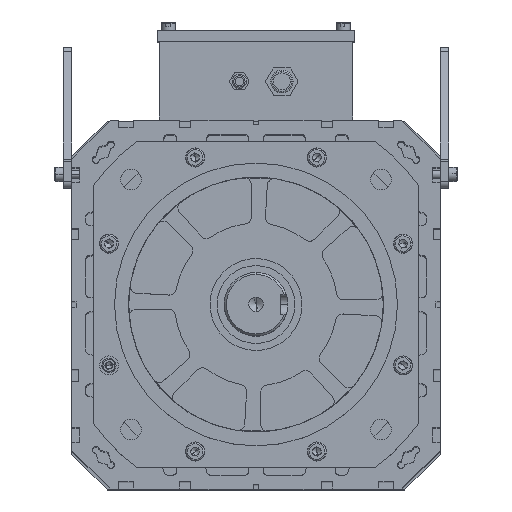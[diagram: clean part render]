
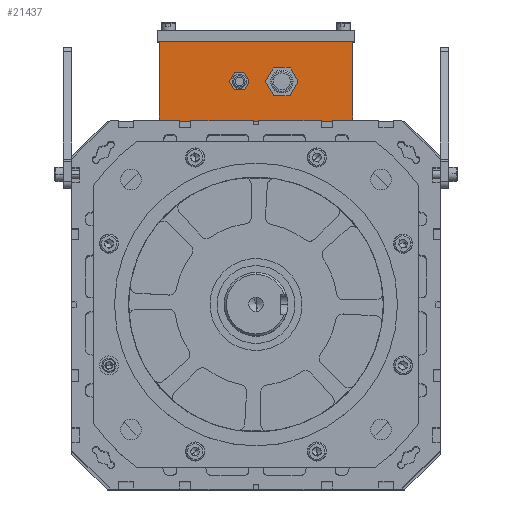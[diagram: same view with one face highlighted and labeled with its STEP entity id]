
A CAD part, top view. The second image highlights one B-rep face of the part: STEP entity #21437.
In plain terms, the highlighted face is planar.
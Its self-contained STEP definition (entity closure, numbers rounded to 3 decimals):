
#176 = CARTESIAN_POINT ( 'NONE',  ( -68.25, 77.5, 56. ) ) ;
#654 = CIRCLE ( 'NONE', #2543, 4. ) ;
#1309 = ORIENTED_EDGE ( 'NONE', *, *, #20770, .T. ) ;
#2543 = AXIS2_PLACEMENT_3D ( 'NONE', #5062, #25435, #13815 ) ;
#3263 = LINE ( 'NONE', #28353, #3432 ) ;
#3432 = VECTOR ( 'NONE', #8124, 1000. ) ;
#3598 = EDGE_CURVE ( 'NONE', #21748, #19452, #17797, .T. ) ;
#4201 = VERTEX_POINT ( 'NONE', #16726 ) ;
#5062 = CARTESIAN_POINT ( 'NONE',  ( 11.75, 77.5, 28. ) ) ;
#5269 = LINE ( 'NONE', #19036, #26917 ) ;
#5483 = VERTEX_POINT ( 'NONE', #27424 ) ;
#5568 = CIRCLE ( 'NONE', #12205, 6. ) ;
#6300 = CIRCLE ( 'NONE', #22813, 6. ) ;
#6929 = EDGE_LOOP ( 'NONE', ( #10107, #22156 ) ) ;
#7228 = VERTEX_POINT ( 'NONE', #28135 ) ;
#7291 = DIRECTION ( 'NONE',  ( 0., 0., 1. ) ) ;
#7556 = CIRCLE ( 'NONE', #25931, 4. ) ;
#8124 = DIRECTION ( 'NONE',  ( 0., 0., -1. ) ) ;
#8323 = EDGE_CURVE ( 'NONE', #5483, #22603, #5568, .T. ) ;
#10107 = ORIENTED_EDGE ( 'NONE', *, *, #8323, .F. ) ;
#10676 = DIRECTION ( 'NONE',  ( 0., 1., 0. ) ) ;
#11572 = DIRECTION ( 'NONE',  ( -1., 0., 0. ) ) ;
#11761 = CARTESIAN_POINT ( 'NONE',  ( -18.25, 77.5, 28. ) ) ;
#12082 = DIRECTION ( 'NONE',  ( 0., 0., -1. ) ) ;
#12205 = AXIS2_PLACEMENT_3D ( 'NONE', #11761, #20193, #18280 ) ;
#12251 = VECTOR ( 'NONE', #14300, 1000. ) ;
#12422 = CARTESIAN_POINT ( 'NONE',  ( -68.25, 77.5, 56. ) ) ;
#13523 = EDGE_CURVE ( 'NONE', #21748, #21673, #3263, .T. ) ;
#13815 = DIRECTION ( 'NONE',  ( 0., 0., 1. ) ) ;
#13974 = CARTESIAN_POINT ( 'NONE',  ( -18.25, 77.5, 28. ) ) ;
#14131 = VECTOR ( 'NONE', #11572, 1000. ) ;
#14217 = EDGE_CURVE ( 'NONE', #22603, #5483, #6300, .T. ) ;
#14300 = DIRECTION ( 'NONE',  ( -1., 0., 0. ) ) ;
#14301 = EDGE_LOOP ( 'NONE', ( #1309, #26185, #16437, #21164 ) ) ;
#14805 = FACE_BOUND ( 'NONE', #6929, .T. ) ;
#15141 = AXIS2_PLACEMENT_3D ( 'NONE', #26568, #26134, #15387 ) ;
#15387 = DIRECTION ( 'NONE',  ( 0., 0., -1. ) ) ;
#15563 = CARTESIAN_POINT ( 'NONE',  ( 11.75, 77.5, 28. ) ) ;
#16437 = ORIENTED_EDGE ( 'NONE', *, *, #3598, .F. ) ;
#16629 = VERTEX_POINT ( 'NONE', #18595 ) ;
#16726 = CARTESIAN_POINT ( 'NONE',  ( 11.75, 77.5, 32. ) ) ;
#16737 = FACE_BOUND ( 'NONE', #19427, .T. ) ;
#17797 = LINE ( 'NONE', #176, #14131 ) ;
#17953 = EDGE_CURVE ( 'NONE', #19452, #16629, #5269, .T. ) ;
#18280 = DIRECTION ( 'NONE',  ( 0., 0., 1. ) ) ;
#18314 = CARTESIAN_POINT ( 'NONE',  ( 68.25, 77.5, 0. ) ) ;
#18439 = CARTESIAN_POINT ( 'NONE',  ( -68.25, 77.5, 0. ) ) ;
#18595 = CARTESIAN_POINT ( 'NONE',  ( -68.25, 77.5, 0. ) ) ;
#19036 = CARTESIAN_POINT ( 'NONE',  ( -68.25, 77.5, 56. ) ) ;
#19427 = EDGE_LOOP ( 'NONE', ( #19660, #26136 ) ) ;
#19452 = VERTEX_POINT ( 'NONE', #12422 ) ;
#19660 = ORIENTED_EDGE ( 'NONE', *, *, #21205, .F. ) ;
#20193 = DIRECTION ( 'NONE',  ( 0., 1., 0. ) ) ;
#20770 = EDGE_CURVE ( 'NONE', #21673, #16629, #27569, .T. ) ;
#20990 = PLANE ( 'NONE',  #15141 ) ;
#21164 = ORIENTED_EDGE ( 'NONE', *, *, #13523, .T. ) ;
#21205 = EDGE_CURVE ( 'NONE', #4201, #7228, #7556, .T. ) ;
#21273 = FACE_OUTER_BOUND ( 'NONE', #14301, .T. ) ;
#21437 = ADVANCED_FACE ( 'NONE', ( #14805, #16737, #21273 ), #20990, .F. ) ;
#21673 = VERTEX_POINT ( 'NONE', #18314 ) ;
#21748 = VERTEX_POINT ( 'NONE', #25795 ) ;
#22156 = ORIENTED_EDGE ( 'NONE', *, *, #14217, .F. ) ;
#22603 = VERTEX_POINT ( 'NONE', #23536 ) ;
#22813 = AXIS2_PLACEMENT_3D ( 'NONE', #13974, #27529, #7291 ) ;
#23536 = CARTESIAN_POINT ( 'NONE',  ( -18.25, 77.5, 22. ) ) ;
#24384 = EDGE_CURVE ( 'NONE', #7228, #4201, #654, .T. ) ;
#25435 = DIRECTION ( 'NONE',  ( 0., 1., 0. ) ) ;
#25795 = CARTESIAN_POINT ( 'NONE',  ( 68.25, 77.5, 56. ) ) ;
#25931 = AXIS2_PLACEMENT_3D ( 'NONE', #15563, #10676, #26302 ) ;
#26134 = DIRECTION ( 'NONE',  ( 0., -1., 0. ) ) ;
#26136 = ORIENTED_EDGE ( 'NONE', *, *, #24384, .F. ) ;
#26185 = ORIENTED_EDGE ( 'NONE', *, *, #17953, .F. ) ;
#26302 = DIRECTION ( 'NONE',  ( 0., 0., 1. ) ) ;
#26568 = CARTESIAN_POINT ( 'NONE',  ( -68.25, 77.5, 56. ) ) ;
#26917 = VECTOR ( 'NONE', #12082, 1000. ) ;
#27424 = CARTESIAN_POINT ( 'NONE',  ( -18.25, 77.5, 34. ) ) ;
#27529 = DIRECTION ( 'NONE',  ( 0., 1., 0. ) ) ;
#27569 = LINE ( 'NONE', #18439, #12251 ) ;
#28135 = CARTESIAN_POINT ( 'NONE',  ( 11.75, 77.5, 24. ) ) ;
#28353 = CARTESIAN_POINT ( 'NONE',  ( 68.25, 77.5, 56. ) ) ;
